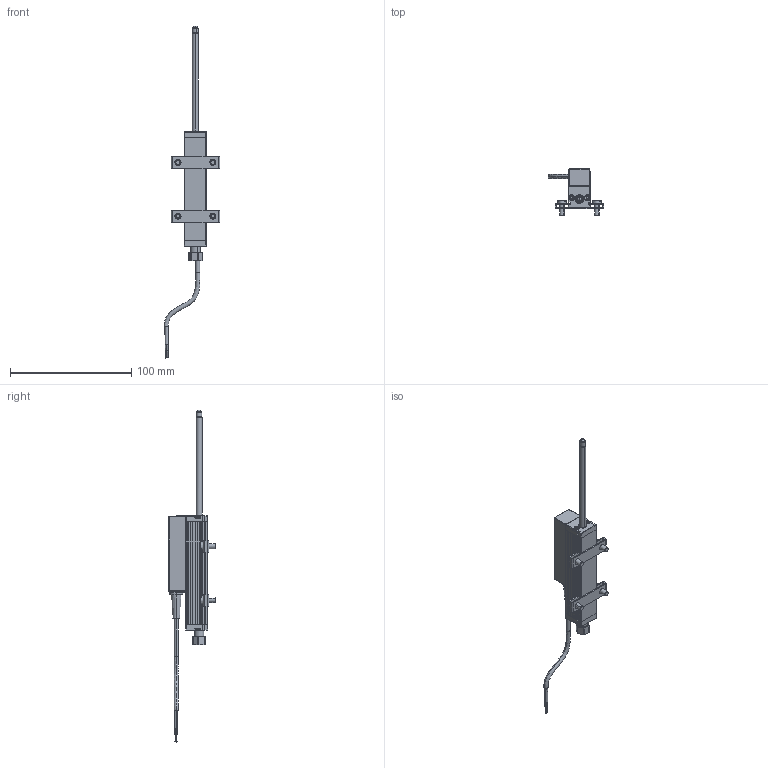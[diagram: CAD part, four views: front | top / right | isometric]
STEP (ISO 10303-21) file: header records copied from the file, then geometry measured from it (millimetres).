
FILE_DESCRIPTION (( 'STEP AP214' ), '1' );
FILE_NAME ('TE1-0050-102-411-202_ausgefahren.STEP', '2014-02-25T08:37:55', ( 'dummy' ), ( 'Hewlett-Packard Company' ), 'SwSTEP 2.0', 'SolidWorks 2013', '' );
FILE_SCHEMA (( 'AUTOMOTIVE_DESIGN' ));
Length unit declared in the file: millimetre
Products named in the file (1): TE1-0050-102-411-202_ausgefahren
Bounding box: 45.9 x 38.85 x 273.51 mm (x, y, z)
Surface area: 21516 mm2 (no closed solid volume)
Topology: 0 solids, 29 shells, 505 faces, 1598 edges, 1081 vertices
Faces by surface type: plane 232, cylinder 189, cone 41, torus 25, sphere 13, bspline 5
Entity records: 23426 total; most frequent: CARTESIAN_POINT 3818, DIRECTION 3160, ORIENTED_EDGE 2465, EDGE_CURVE 1591, AXIS2_PLACEMENT_3D 1139, VERTEX_POINT 1081, VECTOR 882, LINE 882
